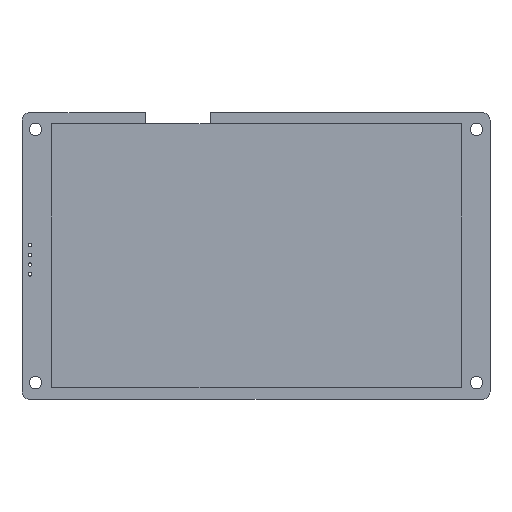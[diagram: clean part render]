
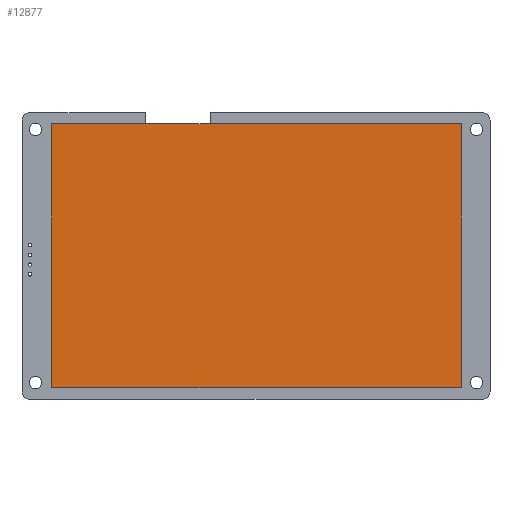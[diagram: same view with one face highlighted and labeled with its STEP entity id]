
A CAD part, front view. The second image highlights one B-rep face of the part: STEP entity #12877.
In plain terms, the highlighted planar face has unit normal (0, -1, 0).
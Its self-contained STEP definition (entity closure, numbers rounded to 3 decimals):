
#781=PLANE('',#13989);
#1502=FACE_OUTER_BOUND('',#2346,.T.);
#2346=EDGE_LOOP('',(#10203,#10204,#10205,#10206));
#3368=LINE('',#20383,#4812);
#3369=LINE('',#20385,#4813);
#3370=LINE('',#20387,#4814);
#3371=LINE('',#20388,#4815);
#4812=VECTOR('',#15562,10.);
#4813=VECTOR('',#15563,10.);
#4814=VECTOR('',#15564,10.);
#4815=VECTOR('',#15565,10.);
#6383=VERTEX_POINT('',#20381);
#6384=VERTEX_POINT('',#20382);
#6385=VERTEX_POINT('',#20384);
#6386=VERTEX_POINT('',#20386);
#7788=EDGE_CURVE('',#6383,#6384,#3368,.T.);
#7789=EDGE_CURVE('',#6384,#6385,#3369,.T.);
#7790=EDGE_CURVE('',#6385,#6386,#3370,.T.);
#7791=EDGE_CURVE('',#6386,#6383,#3371,.T.);
#10203=ORIENTED_EDGE('',*,*,#7788,.T.);
#10204=ORIENTED_EDGE('',*,*,#7789,.T.);
#10205=ORIENTED_EDGE('',*,*,#7790,.T.);
#10206=ORIENTED_EDGE('',*,*,#7791,.T.);
#12877=ADVANCED_FACE('',(#1502),#781,.T.);
#13989=AXIS2_PLACEMENT_3D('',#20380,#15560,#15561);
#15560=DIRECTION('center_axis',(0.,-1.,0.));
#15561=DIRECTION('ref_axis',(0.,0.,-1.));
#15562=DIRECTION('',(-1.,0.,0.));
#15563=DIRECTION('',(0.,0.,-1.));
#15564=DIRECTION('',(1.,0.,0.));
#15565=DIRECTION('',(0.,0.,1.));
#20380=CARTESIAN_POINT('Origin',(-34.35,-0.8,-53.35));
#20381=CARTESIAN_POINT('',(0.,-0.8,0.));
#20382=CARTESIAN_POINT('',(-68.7,-0.8,0.));
#20383=CARTESIAN_POINT('',(0.,-0.8,0.));
#20384=CARTESIAN_POINT('',(-68.7,-0.8,-106.7));
#20385=CARTESIAN_POINT('',(-68.7,-0.8,0.));
#20386=CARTESIAN_POINT('',(0.,-0.8,-106.7));
#20387=CARTESIAN_POINT('',(-68.7,-0.8,-106.7));
#20388=CARTESIAN_POINT('',(0.,-0.8,-106.7));
